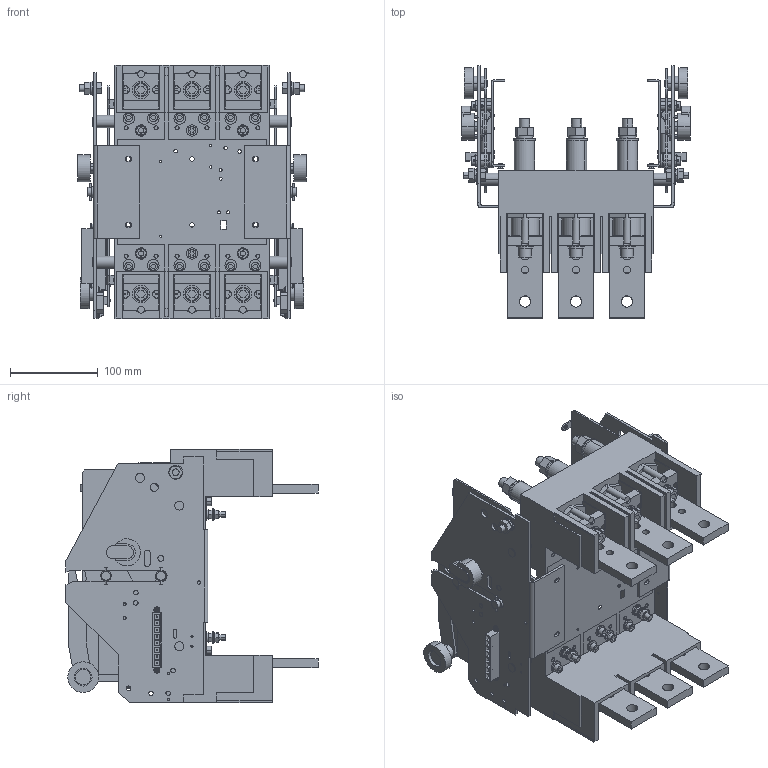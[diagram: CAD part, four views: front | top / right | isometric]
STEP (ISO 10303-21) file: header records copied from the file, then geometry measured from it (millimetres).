
FILE_DESCRIPTION (( 'STEP AP203' ), '1' );
FILE_NAME ('mccb99m-630-dod-3r.ÃÌ Ïàíåëü âûêàòíàÿ äëÿ ÂÀ-99Ì 630 çàäíåãî ïðèñîåäèíåíèÿ EKF.STEP', '2025-04-01T10:26:11', ( '' ), ( '' ), 'SwSTEP 2.0', 'SolidWorks 2021', '' );
FILE_SCHEMA (( 'CONFIG_CONTROL_DESIGN' ));
Length unit declared in the file: millimetre
Products named in the file (7): mccb99m-630-dod-3r.ÃÌ Êîíòàêòíàÿ ïëàñòèíà_00; mccb99m-630-dod-3r.襟 眈翴錪_00; mccb99m-630-dod-3r.襟 扻艜魛瀖00; Çåðêàëüíî îòðàçèòümccb99m-630-dod-3r.ÃÌ Ïàíåëü_00; Çåðêàëüíî îòðàçèòümccb99m-630-dod-3r.ÃÌ Êîíòàêòíàÿ ïëàñòèíà_00; mccb99m-630-dod-3r.襟 砱鋋_00; mccb99m-630-dod-3r.ÃÌ Ïàíåëü âûêàòíàÿ äëÿ ÂÀ-99Ì 630 çàäíåãî ïðèñîåäèíåíèÿ EKF
Assembly tree (11 placements, depth 2):
  mccb99m-630-dod-3r.ÃÌ Ïàíåëü âûêàòíàÿ äëÿ ÂÀ-99Ì 630 çàäíåãî ïðèñîåäèíåíèÿ EKF
    mccb99m-630-dod-3r.襟 眈翴錪_00
    mccb99m-630-dod-3r.襟 砱鋋_00
    mccb99m-630-dod-3r.ÃÌ Êîíòàêòíàÿ ïëàñòèíà_00
    Çåðêàëüíî îòðàçèòümccb99m-630-dod-3r.ÃÌ Ïàíåëü_00
    Çåðêàëüíî îòðàçèòümccb99m-630-dod-3r.ÃÌ Êîíòàêòíàÿ ïëàñòèíà_00
    mccb99m-630-dod-3r.襟 扻艜魛瀖00  x6
Bounding box: 259.8 x 286.85 x 288.07 mm (x, y, z)
Volume: 2531453.7 mm3; surface area: 831637.4 mm2
Topology: 27 solids, 37 shells, 3444 faces, 8519 edges, 5542 vertices
Faces by surface type: plane 2198, cylinder 1124, torus 74, cone 40, bspline 8
Entity records: 99407 total; most frequent: CARTESIAN_POINT 18756, DIRECTION 16932, ORIENTED_EDGE 16120, EDGE_CURVE 8060, AXIS2_PLACEMENT_3D 5727, LINE 5478, VECTOR 5478, VERTEX_POINT 5257
